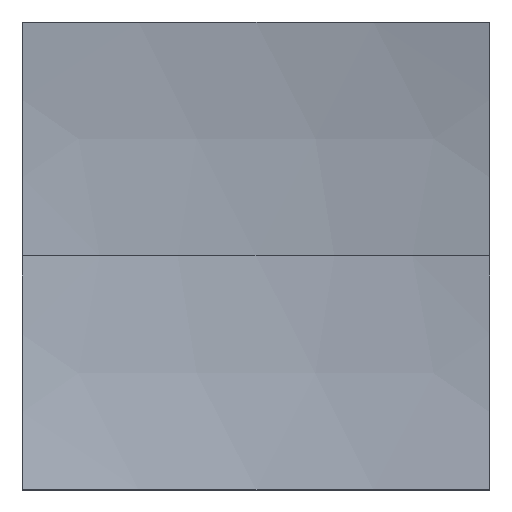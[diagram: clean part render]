
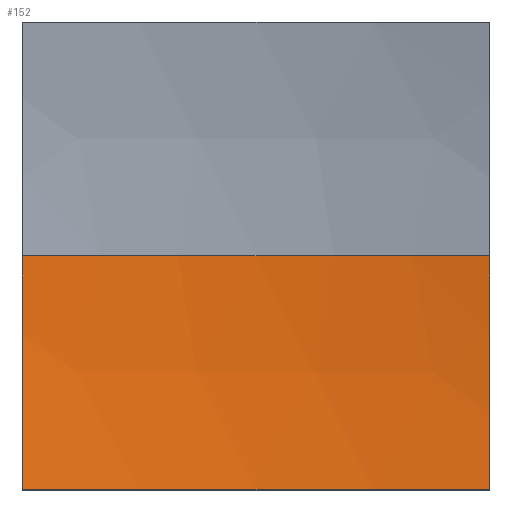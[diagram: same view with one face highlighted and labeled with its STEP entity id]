
A CAD part, top view. The second image highlights one B-rep face of the part: STEP entity #152.
In plain terms, the highlighted spherical face has radius 150 mm.
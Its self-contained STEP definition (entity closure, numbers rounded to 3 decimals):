
#3 = DIRECTION ( 'NONE',  ( 1., 0., 0. ) ) ;
#7 = DIRECTION ( 'NONE',  ( 0., 1., 0. ) ) ;
#15 = ORIENTED_EDGE ( 'NONE', *, *, #142, .F. ) ;
#17 = ORIENTED_EDGE ( 'NONE', *, *, #122, .T. ) ;
#18 = CIRCLE ( 'NONE', #61, 147.902 ) ;
#22 = CARTESIAN_POINT ( 'NONE',  ( 0., 0., 159. ) ) ;
#27 = ORIENTED_EDGE ( 'NONE', *, *, #182, .T. ) ;
#29 = ORIENTED_EDGE ( 'NONE', *, *, #210, .F. ) ;
#46 = CIRCLE ( 'NONE', #94, 147.902 ) ;
#48 = DIRECTION ( 'NONE',  ( 0., 1., 0. ) ) ;
#50 = CARTESIAN_POINT ( 'NONE',  ( 25., -25., 13.226 ) ) ;
#53 = EDGE_CURVE ( 'NONE', #173, #107, #127, .T. ) ;
#54 = CIRCLE ( 'NONE', #179, 150. ) ;
#56 = VERTEX_POINT ( 'NONE', #50 ) ;
#61 = AXIS2_PLACEMENT_3D ( 'NONE', #220, #3, #7 ) ;
#63 = CARTESIAN_POINT ( 'NONE',  ( -25., 0., 11.098 ) ) ;
#67 = DIRECTION ( 'NONE',  ( 0., 1., 0. ) ) ;
#73 = VERTEX_POINT ( 'NONE', #124 ) ;
#80 = CARTESIAN_POINT ( 'NONE',  ( 0., 0., 159. ) ) ;
#81 = DIRECTION ( 'NONE',  ( 1., 0., 0. ) ) ;
#84 = DIRECTION ( 'NONE',  ( 0., -1., 0. ) ) ;
#92 = AXIS2_PLACEMENT_3D ( 'NONE', #181, #221, #118 ) ;
#94 = AXIS2_PLACEMENT_3D ( 'NONE', #139, #48, #237 ) ;
#97 = DIRECTION ( 'NONE',  ( 0., 1., 0. ) ) ;
#100 = SPHERICAL_SURFACE ( 'NONE', #172, 150. ) ;
#107 = VERTEX_POINT ( 'NONE', #176 ) ;
#118 = DIRECTION ( 'NONE',  ( 0., 1., 0. ) ) ;
#122 = EDGE_CURVE ( 'NONE', #173, #164, #54, .T. ) ;
#124 = CARTESIAN_POINT ( 'NONE',  ( -25., -25., 13.226 ) ) ;
#127 = CIRCLE ( 'NONE', #193, 150. ) ;
#139 = CARTESIAN_POINT ( 'NONE',  ( 0., -25., 159. ) ) ;
#142 = EDGE_CURVE ( 'NONE', #73, #164, #18, .T. ) ;
#150 = EDGE_LOOP ( 'NONE', ( #171, #17, #15, #29, #27 ) ) ;
#152 = ADVANCED_FACE ( 'NONE', ( #160 ), #100, .F. ) ;
#159 = CIRCLE ( 'NONE', #92, 147.902 ) ;
#160 = FACE_OUTER_BOUND ( 'NONE', #150, .T. ) ;
#163 = CARTESIAN_POINT ( 'NONE',  ( 0., 0., 9. ) ) ;
#164 = VERTEX_POINT ( 'NONE', #63 ) ;
#167 = DIRECTION ( 'NONE',  ( 0., 0., -1. ) ) ;
#171 = ORIENTED_EDGE ( 'NONE', *, *, #53, .F. ) ;
#172 = AXIS2_PLACEMENT_3D ( 'NONE', #80, #67, #81 ) ;
#173 = VERTEX_POINT ( 'NONE', #163 ) ;
#176 = CARTESIAN_POINT ( 'NONE',  ( 25., 0., 11.098 ) ) ;
#179 = AXIS2_PLACEMENT_3D ( 'NONE', #22, #97, #218 ) ;
#181 = CARTESIAN_POINT ( 'NONE',  ( 25., 0., 159. ) ) ;
#182 = EDGE_CURVE ( 'NONE', #56, #107, #159, .T. ) ;
#193 = AXIS2_PLACEMENT_3D ( 'NONE', #208, #84, #167 ) ;
#208 = CARTESIAN_POINT ( 'NONE',  ( 0., 0., 159. ) ) ;
#210 = EDGE_CURVE ( 'NONE', #56, #73, #46, .T. ) ;
#218 = DIRECTION ( 'NONE',  ( -1., 0., 0. ) ) ;
#220 = CARTESIAN_POINT ( 'NONE',  ( -25., 0., 159. ) ) ;
#221 = DIRECTION ( 'NONE',  ( 1., 0., 0. ) ) ;
#237 = DIRECTION ( 'NONE',  ( 0., 0., 1. ) ) ;
